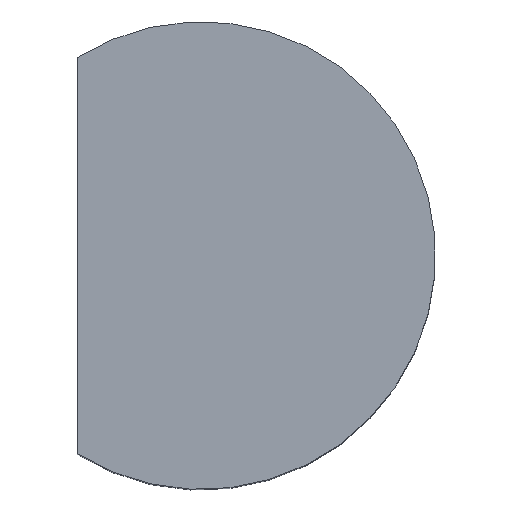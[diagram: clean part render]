
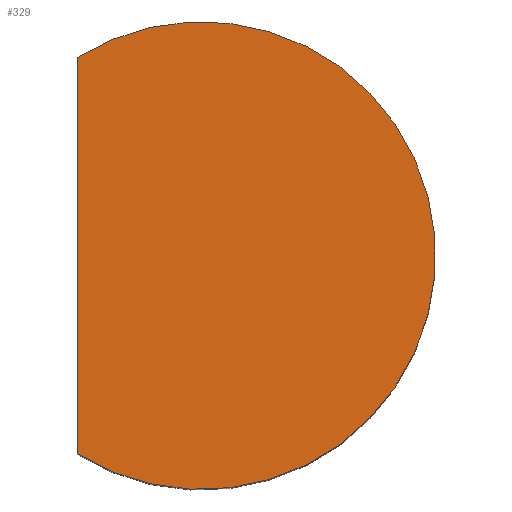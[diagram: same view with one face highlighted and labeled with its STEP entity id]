
A CAD part, top view. The second image highlights one B-rep face of the part: STEP entity #329.
In plain terms, the highlighted planar face has unit normal (0, 0, 1).
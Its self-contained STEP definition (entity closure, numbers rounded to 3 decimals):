
#34=FACE_OUTER_BOUND('',#56,.T.);
#56=EDGE_LOOP('',(#246,#247));
#86=LINE('',#498,#126);
#126=VECTOR('',#402,10.);
#153=CIRCLE('',#363,2.35);
#168=VERTEX_POINT('',#495);
#169=VERTEX_POINT('',#497);
#197=EDGE_CURVE('',#169,#168,#86,.T.);
#199=EDGE_CURVE('',#168,#169,#153,.T.);
#246=ORIENTED_EDGE('',*,*,#199,.T.);
#247=ORIENTED_EDGE('',*,*,#197,.T.);
#310=PLANE('',#364);
#329=ADVANCED_FACE('',(#34),#310,.T.);
#363=AXIS2_PLACEMENT_3D('',#501,#406,#407);
#364=AXIS2_PLACEMENT_3D('',#502,#408,#409);
#402=DIRECTION('',(0.,-1.,0.));
#406=DIRECTION('center_axis',(0.,0.,1.));
#407=DIRECTION('ref_axis',(1.,0.,0.));
#408=DIRECTION('center_axis',(0.,0.,1.));
#409=DIRECTION('ref_axis',(1.,0.,0.));
#495=CARTESIAN_POINT('',(-1.25,-1.99,11.6));
#497=CARTESIAN_POINT('',(-1.25,1.99,11.6));
#498=CARTESIAN_POINT('',(-1.25,-2.558,11.6));
#501=CARTESIAN_POINT('Origin',(0.,0.,11.6));
#502=CARTESIAN_POINT('Origin',(0.55,0.,11.6));
